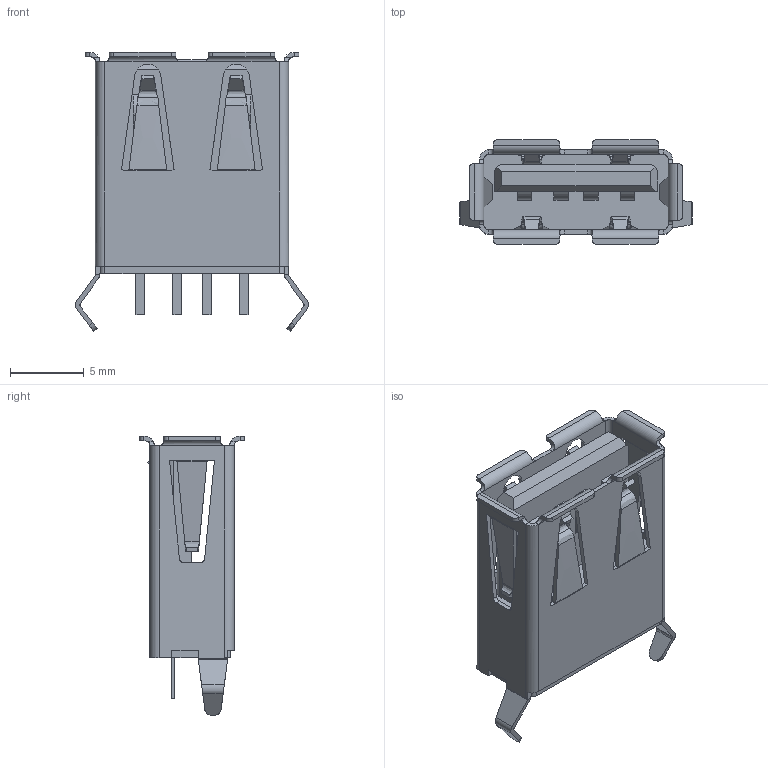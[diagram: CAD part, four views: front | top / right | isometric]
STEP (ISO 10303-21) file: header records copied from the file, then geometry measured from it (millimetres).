
FILE_DESCRIPTION((''),'2;1');
FILE_NAME('C-1734366-3','2020-03-19T05:57:42',('workeradm'),('TE Connectivity Ltd.'),'CREO PARAMETRIC BY PTC INC, 2019292','CREO PARAMETRIC BY PTC INC, 2019292','');
FILE_SCHEMA(('AUTOMOTIVE_DESIGN { 1 0 10303 214 1 1 1 1 }'));
Length unit declared in the file: millimetre
Products named in the file (1): C-1734366-3
Bounding box: 15.8 x 7.12 x 18.93 mm (x, y, z)
Volume: 714.1 mm3; surface area: 1263.6 mm2
Topology: 1 solids, 1 shells, 331 faces, 821 edges, 503 vertices
Faces by surface type: plane 185, cylinder 80, bspline 66
Entity records: 11347 total; most frequent: CARTESIAN_POINT 3841, ORIENTED_EDGE 1638, DIRECTION 1335, EDGE_CURVE 819, VECTOR 589, LINE 589, VERTEX_POINT 499, AXIS2_PLACEMENT_3D 373
